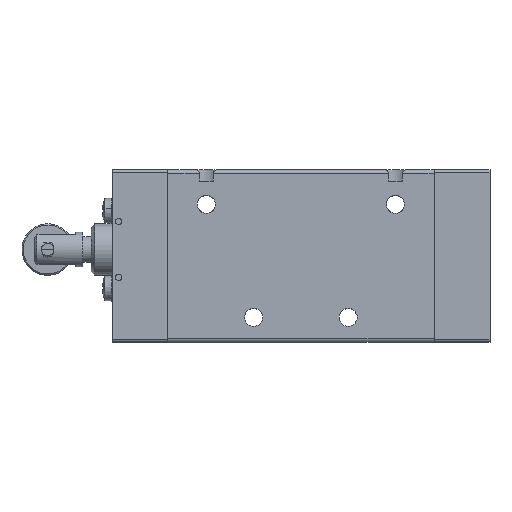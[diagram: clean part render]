
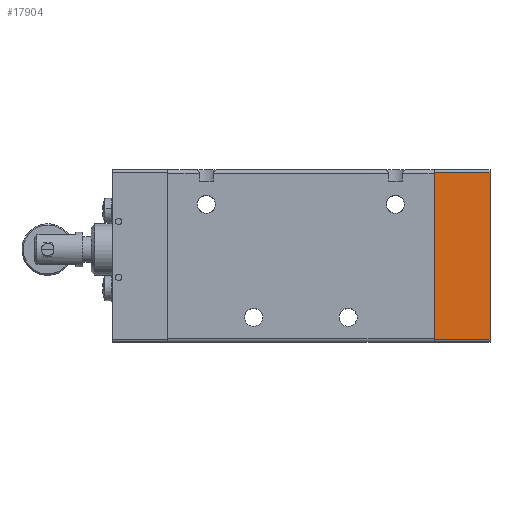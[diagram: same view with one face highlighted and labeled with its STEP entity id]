
A CAD part, top view. The second image highlights one B-rep face of the part: STEP entity #17904.
In plain terms, the highlighted planar face has unit normal (0, 0, 1).
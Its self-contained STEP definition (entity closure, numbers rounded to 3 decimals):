
#207 = LINE ( 'NONE', #10975, #6802 ) ;
#478 = DIRECTION ( 'NONE',  ( 0., -1., 0. ) ) ;
#1782 = CARTESIAN_POINT ( 'NONE',  ( 44., 0.5, 25. ) ) ;
#2751 = LINE ( 'NONE', #14618, #10924 ) ;
#3268 = VERTEX_POINT ( 'NONE', #12029 ) ;
#3331 = VERTEX_POINT ( 'NONE', #9076 ) ;
#3382 = LINE ( 'NONE', #7954, #8232 ) ;
#3401 = EDGE_CURVE ( 'NONE', #9837, #3268, #3382, .T. ) ;
#3829 = FACE_OUTER_BOUND ( 'NONE', #5173, .T. ) ;
#3999 = ORIENTED_EDGE ( 'NONE', *, *, #12962, .F. ) ;
#5141 = DIRECTION ( 'NONE',  ( 0., -1., 0. ) ) ;
#5173 = EDGE_LOOP ( 'NONE', ( #12262, #13205, #3999, #12118 ) ) ;
#6802 = VECTOR ( 'NONE', #12597, 1000. ) ;
#7246 = CARTESIAN_POINT ( 'NONE',  ( 44., 0., 25. ) ) ;
#7954 = CARTESIAN_POINT ( 'NONE',  ( 44., 39.5, 25. ) ) ;
#8007 = DIRECTION ( 'NONE',  ( -1., 0., 0. ) ) ;
#8232 = VECTOR ( 'NONE', #8007, 1000. ) ;
#9076 = CARTESIAN_POINT ( 'NONE',  ( 31., 0.5, 25. ) ) ;
#9313 = VERTEX_POINT ( 'NONE', #1782 ) ;
#9837 = VERTEX_POINT ( 'NONE', #12994 ) ;
#10001 = DIRECTION ( 'NONE',  ( -1., 0., 0. ) ) ;
#10604 = EDGE_CURVE ( 'NONE', #3268, #3331, #13860, .T. ) ;
#10924 = VECTOR ( 'NONE', #478, 1000. ) ;
#10975 = CARTESIAN_POINT ( 'NONE',  ( 44., 0.5, 25. ) ) ;
#11675 = VECTOR ( 'NONE', #5141, 1000. ) ;
#11680 = DIRECTION ( 'NONE',  ( 0., 0., -1. ) ) ;
#12029 = CARTESIAN_POINT ( 'NONE',  ( 31., 39.5, 25. ) ) ;
#12118 = ORIENTED_EDGE ( 'NONE', *, *, #3401, .T. ) ;
#12262 = ORIENTED_EDGE ( 'NONE', *, *, #10604, .T. ) ;
#12597 = DIRECTION ( 'NONE',  ( 1., 0., 0. ) ) ;
#12962 = EDGE_CURVE ( 'NONE', #9837, #9313, #2751, .T. ) ;
#12994 = CARTESIAN_POINT ( 'NONE',  ( 44., 39.5, 25. ) ) ;
#13085 = PLANE ( 'NONE',  #15789 ) ;
#13205 = ORIENTED_EDGE ( 'NONE', *, *, #15044, .T. ) ;
#13860 = LINE ( 'NONE', #15303, #11675 ) ;
#14618 = CARTESIAN_POINT ( 'NONE',  ( 44., 0., 25. ) ) ;
#15044 = EDGE_CURVE ( 'NONE', #3331, #9313, #207, .T. ) ;
#15303 = CARTESIAN_POINT ( 'NONE',  ( 31., 0., 25. ) ) ;
#15789 = AXIS2_PLACEMENT_3D ( 'NONE', #7246, #11680, #10001 ) ;
#17904 = ADVANCED_FACE ( 'NONE', ( #3829 ), #13085, .F. ) ;
